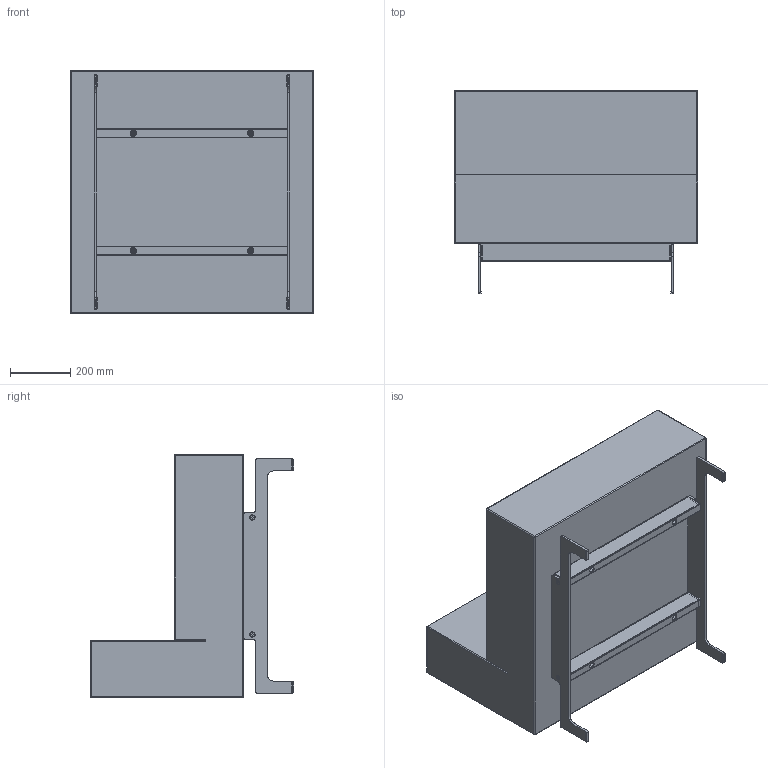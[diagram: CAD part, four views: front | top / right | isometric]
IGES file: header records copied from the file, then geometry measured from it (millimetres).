
Start section: SolidWorks IGES file using analytic representation for surfaces
Global section: file name: Arco-SideBySide-Element_Low_2-Spierenburg_&_Boonzaaijer-3Dfile.IGS; native system: SolidWorks 2019; preprocessor: SolidWorks 2019; author: aCobanoglu; date: 200623.073713; units: millimetre
Bounding box: 810 x 677 x 810 mm (x, y, z)
Surface area: 3473659.9 mm2 (no closed solid volume)
Topology: 0 solids, 0 shells, 518 faces, 5144 edges, 5124 vertices
Faces by surface type: bspline 282, revolution 236
